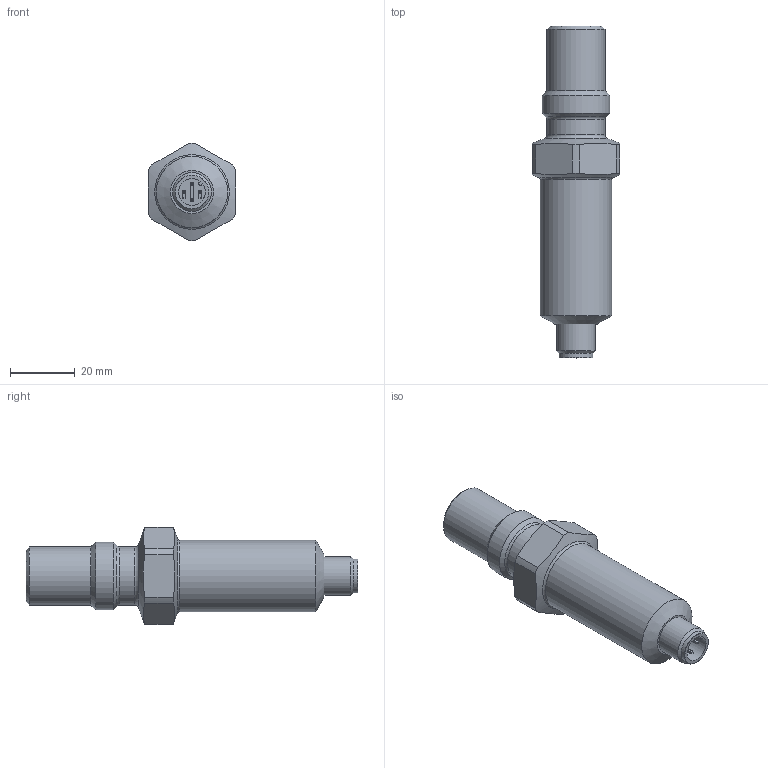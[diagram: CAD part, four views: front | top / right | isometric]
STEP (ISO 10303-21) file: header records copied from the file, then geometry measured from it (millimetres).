
FILE_DESCRIPTION( ( 'Unknown' ), '1' );
FILE_NAME( 'PBMx_xxxxxxxx1448xxx.stp', 'Unknown', ( 'Unknown' ), ( 'Unknown' ), 'PSStep 15.0.49', 'Unknown', ' ' );
FILE_SCHEMA( ( 'AUTOMOTIVE_DESIGN { 1 0 10303 214 1 1 1 1 }' ) );
Length unit declared in the file: millimetre
Products named in the file (1): 142551
Bounding box: 27 x 102.6 x 30 mm (x, y, z)
Volume: 34136.8 mm3; surface area: 8505.9 mm2
Topology: 1 solids, 2 shells, 117 faces, 317 edges, 208 vertices
Faces by surface type: plane 69, cylinder 35, cone 9, torus 4
Full cylindrical faces by diameter (mm): 8.3 x1, 9.4 x1, 9.45 x1, 9.55 x1, 10.5 x1, 12 x1, 18 x2, 20.955 x1, 22 x1
Entity records: 4492 total; most frequent: CARTESIAN_POINT 698, DIRECTION 592, ORIENTED_EDGE 566, EDGE_CURVE 283, AXIS2_PLACEMENT_3D 203, VERTEX_POINT 197, LINE 186, VECTOR 186
